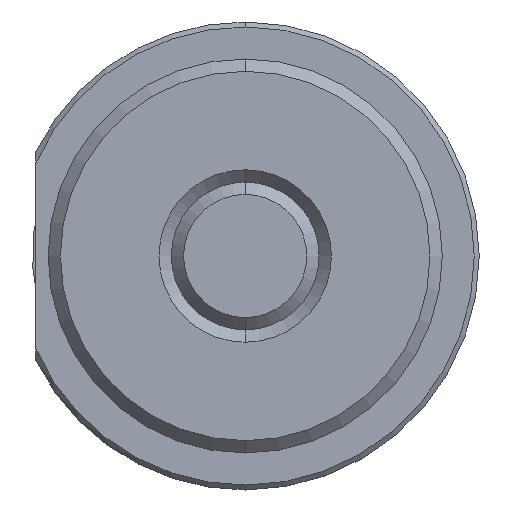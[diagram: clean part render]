
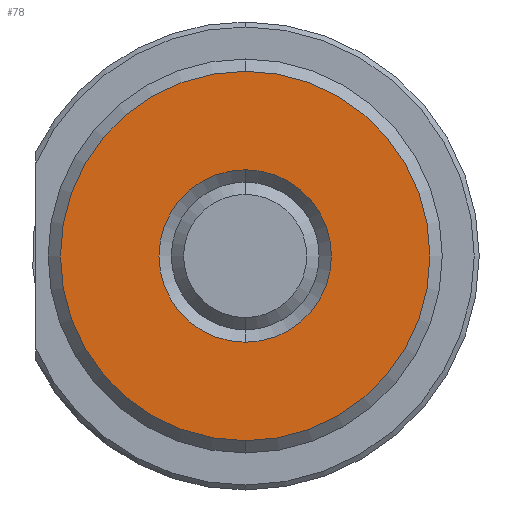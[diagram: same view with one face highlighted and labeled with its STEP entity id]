
A CAD part, left-side view. The second image highlights one B-rep face of the part: STEP entity #78.
In plain terms, the highlighted planar face has unit normal (-1, 0, 0).
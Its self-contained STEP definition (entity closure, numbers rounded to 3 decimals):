
#78 = ADVANCED_FACE ( 'NONE', ( #3008, #2999 ), #402, .F. ) ;
#152 = VERTEX_POINT ( 'NONE', #493 ) ;
#393 = CARTESIAN_POINT ( 'NONE',  ( 0., 3., 0. ) ) ;
#399 = VERTEX_POINT ( 'NONE', #567 ) ;
#402 = PLANE ( 'NONE',  #2795 ) ;
#404 = DIRECTION ( 'NONE',  ( 1., 0., 0. ) ) ;
#406 = DIRECTION ( 'NONE',  ( 0., 0., -1. ) ) ;
#424 = VERTEX_POINT ( 'NONE', #576 ) ;
#464 = VERTEX_POINT ( 'NONE', #581 ) ;
#493 = CARTESIAN_POINT ( 'NONE',  ( 0., 0., -3.5 ) ) ;
#567 = CARTESIAN_POINT ( 'NONE',  ( 0., 0., -7.5 ) ) ;
#576 = CARTESIAN_POINT ( 'NONE',  ( 0., 0., 3.5 ) ) ;
#581 = CARTESIAN_POINT ( 'NONE',  ( 0., 0., 7.5 ) ) ;
#623 = CARTESIAN_POINT ( 'NONE',  ( 0., 0., 0. ) ) ;
#624 = DIRECTION ( 'NONE',  ( -1., 0., 0. ) ) ;
#625 = DIRECTION ( 'NONE',  ( 0., 0., -1. ) ) ;
#709 = CARTESIAN_POINT ( 'NONE',  ( 0., 0., 0. ) ) ;
#716 = DIRECTION ( 'NONE',  ( 1., 0., 0. ) ) ;
#717 = DIRECTION ( 'NONE',  ( 0., 0., -1. ) ) ;
#1104 = CARTESIAN_POINT ( 'NONE',  ( 0., 0., 0. ) ) ;
#1142 = DIRECTION ( 'NONE',  ( -1., 0., 0. ) ) ;
#1143 = DIRECTION ( 'NONE',  ( 0., 0., -1. ) ) ;
#1152 = CARTESIAN_POINT ( 'NONE',  ( 0., 0., 0. ) ) ;
#1159 = DIRECTION ( 'NONE',  ( 1., 0., 0. ) ) ;
#1160 = DIRECTION ( 'NONE',  ( 0., 0., -1. ) ) ;
#1459 = CIRCLE ( 'NONE', #2826, 3.5 ) ;
#1496 = CIRCLE ( 'NONE', #2901, 3.5 ) ;
#1587 = CIRCLE ( 'NONE', #2894, 7.5 ) ;
#1638 = CIRCLE ( 'NONE', #2816, 7.5 ) ;
#1987 = ORIENTED_EDGE ( 'NONE', *, *, #2558, .T. ) ;
#1988 = ORIENTED_EDGE ( 'NONE', *, *, #2718, .T. ) ;
#1989 = ORIENTED_EDGE ( 'NONE', *, *, #2724, .T. ) ;
#1990 = ORIENTED_EDGE ( 'NONE', *, *, #2582, .T. ) ;
#2186 = EDGE_LOOP ( 'NONE', ( #1988, #1987 ) ) ;
#2192 = EDGE_LOOP ( 'NONE', ( #1990, #1989 ) ) ;
#2558 = EDGE_CURVE ( 'NONE', #464, #399, #1638, .T. ) ;
#2582 = EDGE_CURVE ( 'NONE', #424, #152, #1459, .T. ) ;
#2718 = EDGE_CURVE ( 'NONE', #399, #464, #1587, .T. ) ;
#2724 = EDGE_CURVE ( 'NONE', #152, #424, #1496, .T. ) ;
#2795 = AXIS2_PLACEMENT_3D ( 'NONE', #393, #404, #406 ) ;
#2816 = AXIS2_PLACEMENT_3D ( 'NONE', #623, #624, #625 ) ;
#2826 = AXIS2_PLACEMENT_3D ( 'NONE', #709, #716, #717 ) ;
#2894 = AXIS2_PLACEMENT_3D ( 'NONE', #1104, #1142, #1143 ) ;
#2901 = AXIS2_PLACEMENT_3D ( 'NONE', #1152, #1159, #1160 ) ;
#2999 = FACE_OUTER_BOUND ( 'NONE', #2186, .T. ) ;
#3008 = FACE_BOUND ( 'NONE', #2192, .T. ) ;
